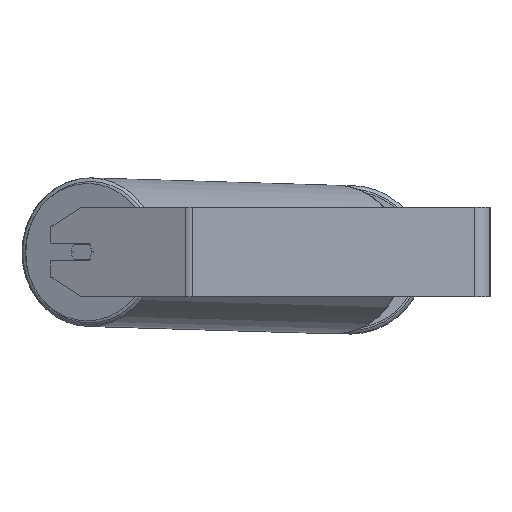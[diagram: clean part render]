
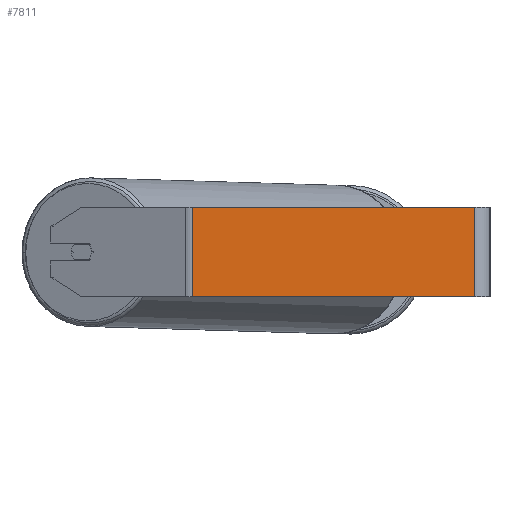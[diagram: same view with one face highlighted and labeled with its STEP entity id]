
A CAD part, left-side view. The second image highlights one B-rep face of the part: STEP entity #7811.
In plain terms, the highlighted planar face has unit normal (-1, 0, 0).
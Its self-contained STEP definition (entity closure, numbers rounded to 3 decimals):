
#198 = EDGE_CURVE ( 'NONE', #5295, #2269, #2480, .T. ) ;
#315 = FACE_OUTER_BOUND ( 'NONE', #6492, .T. ) ;
#562 = CARTESIAN_POINT ( 'NONE',  ( -840., 269.438, 40. ) ) ;
#1161 = CARTESIAN_POINT ( 'NONE',  ( -840., 266.334, 40. ) ) ;
#1306 = VERTEX_POINT ( 'NONE', #1161 ) ;
#1826 = CARTESIAN_POINT ( 'NONE',  ( -840., 14., 40. ) ) ;
#1884 = CARTESIAN_POINT ( 'NONE',  ( -840., 14., -40. ) ) ;
#2269 = VERTEX_POINT ( 'NONE', #1884 ) ;
#2409 = VECTOR ( 'NONE', #8635, 1000. ) ;
#2480 = LINE ( 'NONE', #3186, #2409 ) ;
#2482 = AXIS2_PLACEMENT_3D ( 'NONE', #4998, #5709, #2924 ) ;
#2503 = LINE ( 'NONE', #1826, #6526 ) ;
#2547 = LINE ( 'NONE', #8618, #6434 ) ;
#2607 = EDGE_CURVE ( 'NONE', #4248, #2269, #2503, .T. ) ;
#2924 = DIRECTION ( 'NONE',  ( 0., 0., -1. ) ) ;
#3004 = ORIENTED_EDGE ( 'NONE', *, *, #2607, .F. ) ;
#3186 = CARTESIAN_POINT ( 'NONE',  ( -840., 269.438, -40. ) ) ;
#3351 = CARTESIAN_POINT ( 'NONE',  ( -840., 266.334, -40. ) ) ;
#3922 = LINE ( 'NONE', #562, #8268 ) ;
#4005 = DIRECTION ( 'NONE',  ( 0., -1., 0. ) ) ;
#4215 = ORIENTED_EDGE ( 'NONE', *, *, #198, .T. ) ;
#4248 = VERTEX_POINT ( 'NONE', #8216 ) ;
#4997 = ORIENTED_EDGE ( 'NONE', *, *, #5749, .F. ) ;
#4998 = CARTESIAN_POINT ( 'NONE',  ( -840., 269.438, 40. ) ) ;
#5295 = VERTEX_POINT ( 'NONE', #3351 ) ;
#5533 = EDGE_CURVE ( 'NONE', #1306, #5295, #2547, .T. ) ;
#5709 = DIRECTION ( 'NONE',  ( 1., 0., 0. ) ) ;
#5749 = EDGE_CURVE ( 'NONE', #1306, #4248, #3922, .T. ) ;
#5944 = ORIENTED_EDGE ( 'NONE', *, *, #5533, .T. ) ;
#6434 = VECTOR ( 'NONE', #7252, 1000. ) ;
#6492 = EDGE_LOOP ( 'NONE', ( #4215, #3004, #4997, #5944 ) ) ;
#6526 = VECTOR ( 'NONE', #7820, 1000. ) ;
#7252 = DIRECTION ( 'NONE',  ( 0., 0., -1. ) ) ;
#7575 = PLANE ( 'NONE',  #2482 ) ;
#7811 = ADVANCED_FACE ( 'NONE', ( #315 ), #7575, .F. ) ;
#7820 = DIRECTION ( 'NONE',  ( 0., 0., -1. ) ) ;
#8216 = CARTESIAN_POINT ( 'NONE',  ( -840., 14., 40. ) ) ;
#8268 = VECTOR ( 'NONE', #4005, 1000. ) ;
#8618 = CARTESIAN_POINT ( 'NONE',  ( -840., 266.334, 40. ) ) ;
#8635 = DIRECTION ( 'NONE',  ( 0., -1., 0. ) ) ;
